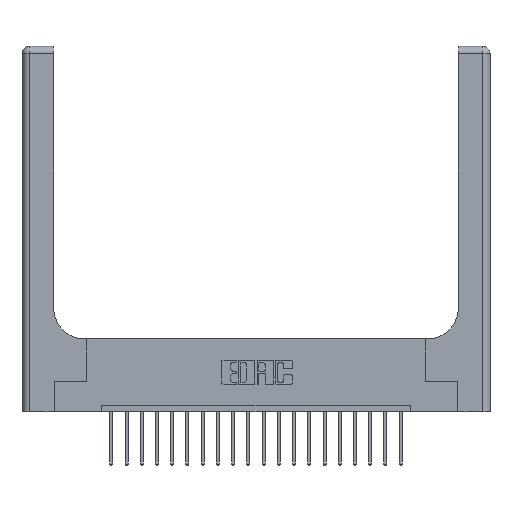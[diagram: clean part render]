
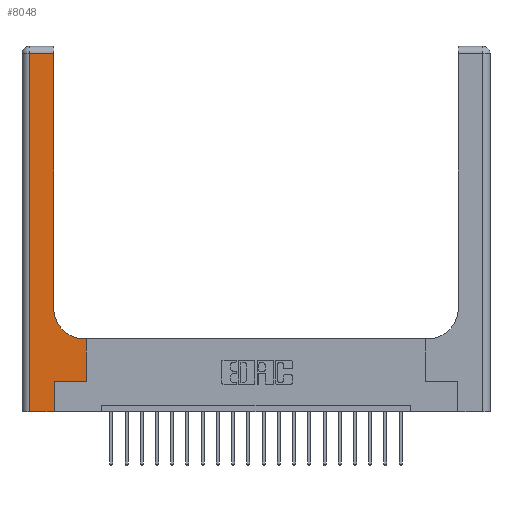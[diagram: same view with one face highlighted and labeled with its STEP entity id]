
A CAD part, top view. The second image highlights one B-rep face of the part: STEP entity #8048.
In plain terms, the highlighted planar face has unit normal (0, 0, 1).
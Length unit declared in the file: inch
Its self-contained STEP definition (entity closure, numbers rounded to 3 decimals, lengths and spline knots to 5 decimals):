
#302 = EDGE_CURVE ( 'NONE', #13588, #16842, #8165, .T. ) ;
#771 = VECTOR ( 'NONE', #5966, 39.37008 ) ;
#885 = DIRECTION ( 'NONE',  ( 0., 0., -1. ) ) ;
#899 = DIRECTION ( 'NONE',  ( -1., 0., 0. ) ) ;
#1305 = CARTESIAN_POINT ( 'NONE',  ( 0.51, 0.85, 0.37 ) ) ;
#1767 = DIRECTION ( 'NONE',  ( 0., -1., 0. ) ) ;
#1790 = CARTESIAN_POINT ( 'NONE',  ( 0.528, 0.25, 0.37 ) ) ;
#1906 = VECTOR ( 'NONE', #20369, 39.37008 ) ;
#2032 = CARTESIAN_POINT ( 'NONE',  ( 0.06, 0., 0.37 ) ) ;
#2536 = EDGE_CURVE ( 'NONE', #7122, #15001, #8958, .T. ) ;
#3256 = ORIENTED_EDGE ( 'NONE', *, *, #11517, .T. ) ;
#3366 = CARTESIAN_POINT ( 'NONE',  ( 0.06, 3., 0.37 ) ) ;
#3460 = VERTEX_POINT ( 'NONE', #15820 ) ;
#3602 = VECTOR ( 'NONE', #1767, 39.37008 ) ;
#3839 = EDGE_CURVE ( 'NONE', #14292, #6451, #18993, .T. ) ;
#4197 = VECTOR ( 'NONE', #5099, 39.37008 ) ;
#4237 = DIRECTION ( 'NONE',  ( 1., 0., 0. ) ) ;
#4298 = DIRECTION ( 'NONE',  ( -1., 0., 0. ) ) ;
#4504 = ORIENTED_EDGE ( 'NONE', *, *, #18826, .T. ) ;
#4967 = LINE ( 'NONE', #3366, #3602 ) ;
#5099 = DIRECTION ( 'NONE',  ( 0., 1., 0. ) ) ;
#5240 = DIRECTION ( 'NONE',  ( 1., 0., 0. ) ) ;
#5328 = CIRCLE ( 'NONE', #13444, 0.25 ) ;
#5900 = AXIS2_PLACEMENT_3D ( 'NONE', #20437, #885, #4298 ) ;
#5966 = DIRECTION ( 'NONE',  ( -1., 0., 0. ) ) ;
#6165 = EDGE_CURVE ( 'NONE', #15867, #7122, #10141, .T. ) ;
#6190 = ORIENTED_EDGE ( 'NONE', *, *, #2536, .T. ) ;
#6451 = VERTEX_POINT ( 'NONE', #12981 ) ;
#6762 = DIRECTION ( 'NONE',  ( 0., 1., 0. ) ) ;
#6985 = ORIENTED_EDGE ( 'NONE', *, *, #3839, .T. ) ;
#7122 = VERTEX_POINT ( 'NONE', #13490 ) ;
#7317 = EDGE_CURVE ( 'NONE', #16842, #12141, #9333, .T. ) ;
#7352 = EDGE_LOOP ( 'NONE', ( #10953, #6190, #3256, #6985, #10995, #7665, #14085, #20253, #4504 ) ) ;
#7665 = ORIENTED_EDGE ( 'NONE', *, *, #7878, .T. ) ;
#7878 = EDGE_CURVE ( 'NONE', #3460, #13588, #20005, .T. ) ;
#8048 = ADVANCED_FACE ( 'NONE', ( #12348 ), #12031, .F. ) ;
#8165 = LINE ( 'NONE', #1790, #4197 ) ;
#8451 = CARTESIAN_POINT ( 'NONE',  ( 0.26, 3., 0.37 ) ) ;
#8958 = LINE ( 'NONE', #13534, #13926 ) ;
#9333 = LINE ( 'NONE', #11143, #771 ) ;
#10120 = CARTESIAN_POINT ( 'NONE',  ( 0.265, 0.25, 0.37 ) ) ;
#10141 = LINE ( 'NONE', #8451, #16697 ) ;
#10575 = CARTESIAN_POINT ( 'NONE',  ( 0.265, 0., 0.37 ) ) ;
#10953 = ORIENTED_EDGE ( 'NONE', *, *, #6165, .T. ) ;
#10995 = ORIENTED_EDGE ( 'NONE', *, *, #13605, .T. ) ;
#11143 = CARTESIAN_POINT ( 'NONE',  ( 0.26, 0.6, 0.37 ) ) ;
#11517 = EDGE_CURVE ( 'NONE', #15001, #14292, #4967, .T. ) ;
#12031 = PLANE ( 'NONE',  #5900 ) ;
#12072 = LINE ( 'NONE', #10575, #1906 ) ;
#12141 = VERTEX_POINT ( 'NONE', #20008 ) ;
#12348 = FACE_OUTER_BOUND ( 'NONE', #7352, .T. ) ;
#12981 = CARTESIAN_POINT ( 'NONE',  ( 0.265, 0., 0.37 ) ) ;
#13263 = VECTOR ( 'NONE', #4237, 39.37008 ) ;
#13341 = CARTESIAN_POINT ( 'NONE',  ( 0.528, 0.25, 0.37 ) ) ;
#13444 = AXIS2_PLACEMENT_3D ( 'NONE', #1305, #19153, #20754 ) ;
#13490 = CARTESIAN_POINT ( 'NONE',  ( 0.26, 2.94, 0.37 ) ) ;
#13534 = CARTESIAN_POINT ( 'NONE',  ( 0., 2.94, 0.37 ) ) ;
#13588 = VERTEX_POINT ( 'NONE', #13341 ) ;
#13605 = EDGE_CURVE ( 'NONE', #6451, #3460, #12072, .T. ) ;
#13926 = VECTOR ( 'NONE', #899, 39.37008 ) ;
#14085 = ORIENTED_EDGE ( 'NONE', *, *, #302, .T. ) ;
#14292 = VERTEX_POINT ( 'NONE', #2032 ) ;
#14745 = CARTESIAN_POINT ( 'NONE',  ( 0.06, 2.94, 0.37 ) ) ;
#15001 = VERTEX_POINT ( 'NONE', #14745 ) ;
#15150 = CARTESIAN_POINT ( 'NONE',  ( 0.528, 0.6, 0.37 ) ) ;
#15693 = CARTESIAN_POINT ( 'NONE',  ( 0., 0., 0.37 ) ) ;
#15725 = VECTOR ( 'NONE', #5240, 39.37008 ) ;
#15820 = CARTESIAN_POINT ( 'NONE',  ( 0.265, 0.25, 0.37 ) ) ;
#15867 = VERTEX_POINT ( 'NONE', #16165 ) ;
#16165 = CARTESIAN_POINT ( 'NONE',  ( 0.26, 0.85, 0.37 ) ) ;
#16697 = VECTOR ( 'NONE', #6762, 39.37008 ) ;
#16842 = VERTEX_POINT ( 'NONE', #15150 ) ;
#18826 = EDGE_CURVE ( 'NONE', #12141, #15867, #5328, .T. ) ;
#18993 = LINE ( 'NONE', #15693, #13263 ) ;
#19153 = DIRECTION ( 'NONE',  ( 0., 0., -1. ) ) ;
#20005 = LINE ( 'NONE', #10120, #15725 ) ;
#20008 = CARTESIAN_POINT ( 'NONE',  ( 0.51, 0.6, 0.37 ) ) ;
#20253 = ORIENTED_EDGE ( 'NONE', *, *, #7317, .T. ) ;
#20369 = DIRECTION ( 'NONE',  ( 0., 1., 0. ) ) ;
#20437 = CARTESIAN_POINT ( 'NONE',  ( 0., 3., 0.37 ) ) ;
#20754 = DIRECTION ( 'NONE',  ( 1., 0., 0. ) ) ;
